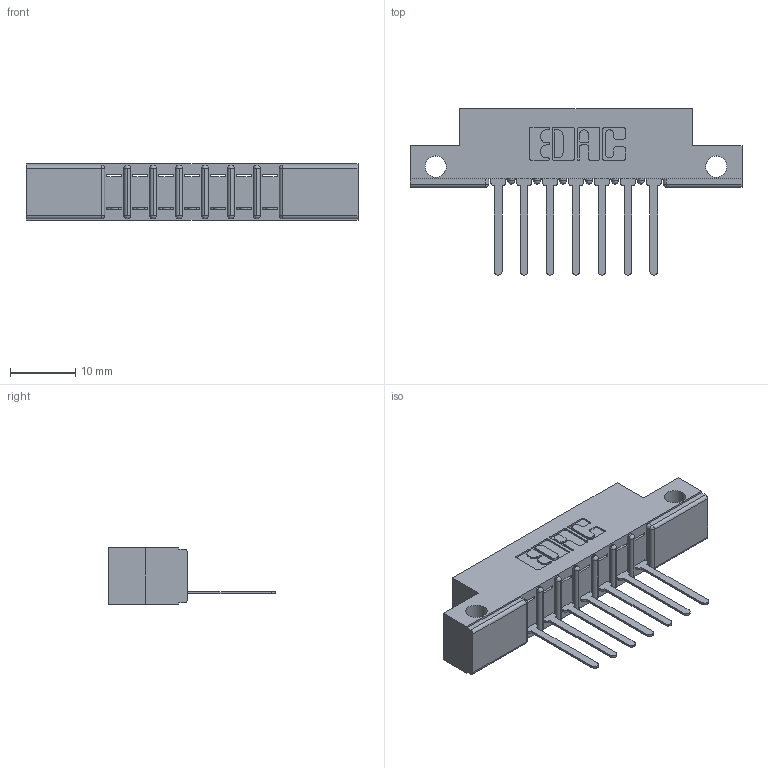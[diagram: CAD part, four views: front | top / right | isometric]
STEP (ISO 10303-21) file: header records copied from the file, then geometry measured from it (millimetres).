
FILE_DESCRIPTION (( 'STEP AP203' ), '1' );
FILE_NAME ('307-007-547-112.STEP', '2019-09-03T13:57:20', ( '' ), ( '' ), 'SwSTEP 2.0', 'SolidWorks 2016', '' );
FILE_SCHEMA (( 'CONFIG_CONTROL_DESIGN' ));
Length unit declared in the file: inch
Products named in the file (3): 307-007-547-112; 307-290-001_547; 307 Part_.128 Dia Side Mounting Holes
Assembly tree (8 placements, depth 2):
  307-007-547-112
    307 Part_.128 Dia Side Mounting Holes
    307-290-001_547  x7
Bounding box: 50.75 x 25.43 x 8.71 mm (x, y, z)
Volume: 3181.7 mm3; surface area: 4315 mm2
Topology: 8 solids, 8 shells, 518 faces, 1457 edges, 938 vertices
Faces by surface type: plane 329, cylinder 173, sphere 16
Entity records: 10286 total; most frequent: CARTESIAN_POINT 1720, ORIENTED_EDGE 1706, DIRECTION 1693, EDGE_CURVE 853, VECTOR 639, LINE 639, VERTEX_POINT 554, AXIS2_PLACEMENT_3D 527
